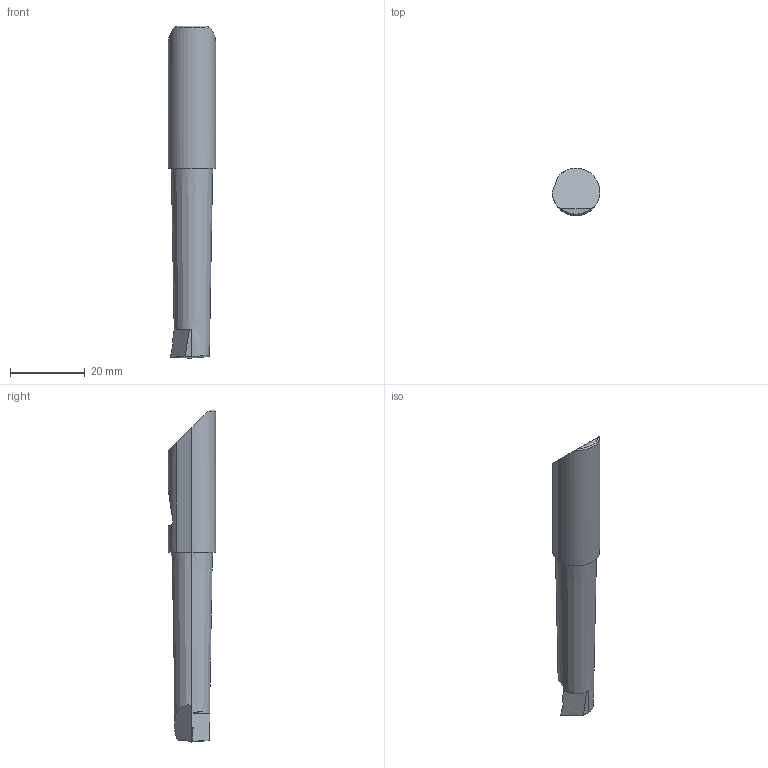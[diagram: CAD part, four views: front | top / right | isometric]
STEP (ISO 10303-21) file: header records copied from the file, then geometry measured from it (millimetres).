
FILE_DESCRIPTION (( 'STEP AP214' ), '1' );
FILE_NAME ('Micro_QBM-4602000X.STEP', '2021-08-31T12:24:46', ( '' ), ( '' ), 'SwSTEP 2.0', 'SolidWorks 2020', '' );
FILE_SCHEMA (( 'AUTOMOTIVE_DESIGN' ));
Length unit declared in the file: inch
Products named in the file (1): Micro_QBM-4602000X
Bounding box: 12.7 x 12.7 x 88.9 mm (x, y, z)
Volume: 8150.4 mm3; surface area: 3206.5 mm2
Topology: 1 solids, 1 shells, 28 faces, 65 edges, 41 vertices
Faces by surface type: plane 18, cylinder 7, cone 3
Entity records: 848 total; most frequent: CARTESIAN_POINT 230, ORIENTED_EDGE 130, DIRECTION 107, EDGE_CURVE 65, VERTEX_POINT 41, AXIS2_PLACEMENT_3D 38, LINE 31, VECTOR 31
